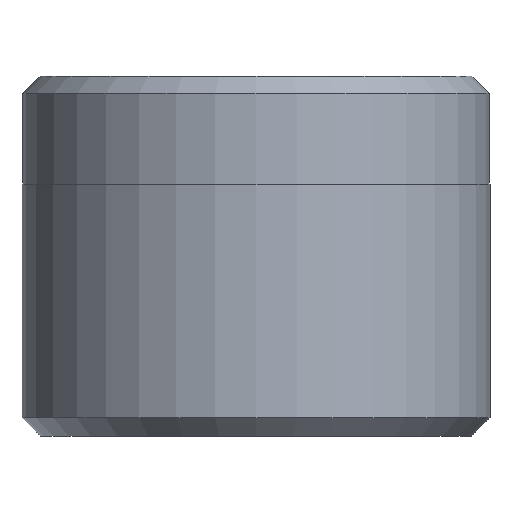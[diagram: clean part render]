
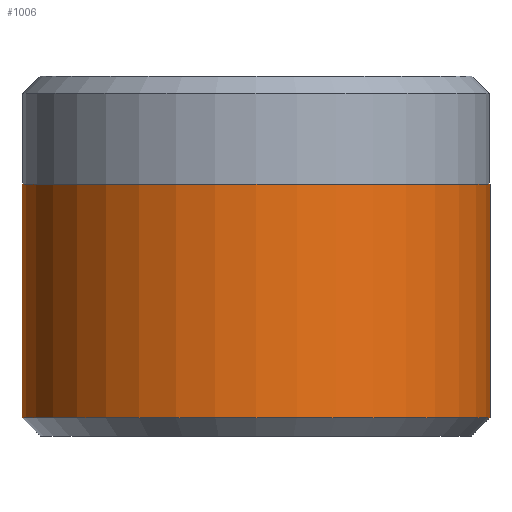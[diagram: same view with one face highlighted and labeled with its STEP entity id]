
A CAD part, front view. The second image highlights one B-rep face of the part: STEP entity #1006.
In plain terms, the highlighted cylindrical face has radius 6.5 mm (diameter 13 mm), a partial arc.
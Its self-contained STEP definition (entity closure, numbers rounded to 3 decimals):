
#8 = VECTOR ( 'NONE', #57, 1000. ) ;
#57 = DIRECTION ( 'NONE',  ( 0., 0., -1. ) ) ;
#70 = ORIENTED_EDGE ( 'NONE', *, *, #1039, .F. ) ;
#166 = VERTEX_POINT ( 'NONE', #1178 ) ;
#256 = CARTESIAN_POINT ( 'NONE',  ( 0., 0., 7. ) ) ;
#307 = VERTEX_POINT ( 'NONE', #970 ) ;
#367 = DIRECTION ( 'NONE',  ( 0., 0., -1. ) ) ;
#376 = DIRECTION ( 'NONE',  ( 1., 0., 0. ) ) ;
#382 = CARTESIAN_POINT ( 'NONE',  ( 0., 0., 0.5 ) ) ;
#486 = DIRECTION ( 'NONE',  ( 0., 0., -1. ) ) ;
#510 = DIRECTION ( 'NONE',  ( 1., 0., 0. ) ) ;
#678 = VERTEX_POINT ( 'NONE', #722 ) ;
#691 = LINE ( 'NONE', #1529, #8 ) ;
#722 = CARTESIAN_POINT ( 'NONE',  ( -6.5, 0., 0.5 ) ) ;
#762 = EDGE_CURVE ( 'NONE', #166, #678, #1456, .T. ) ;
#785 = CARTESIAN_POINT ( 'NONE',  ( 6.5, 0., 0.5 ) ) ;
#858 = CARTESIAN_POINT ( 'NONE',  ( -6.5, 0., 10. ) ) ;
#881 = VECTOR ( 'NONE', #367, 1000. ) ;
#893 = CYLINDRICAL_SURFACE ( 'NONE', #1036, 6.5 ) ;
#970 = CARTESIAN_POINT ( 'NONE',  ( 6.5, 0., 7. ) ) ;
#975 = AXIS2_PLACEMENT_3D ( 'NONE', #382, #1245, #510 ) ;
#1006 = ADVANCED_FACE ( 'NONE', ( #1541 ), #893, .T. ) ;
#1036 = AXIS2_PLACEMENT_3D ( 'NONE', #1095, #486, #1344 ) ;
#1039 = EDGE_CURVE ( 'NONE', #166, #307, #1465, .T. ) ;
#1095 = CARTESIAN_POINT ( 'NONE',  ( 0., 0., 10. ) ) ;
#1109 = DIRECTION ( 'NONE',  ( 0., 0., 1. ) ) ;
#1116 = ORIENTED_EDGE ( 'NONE', *, *, #762, .T. ) ;
#1127 = ORIENTED_EDGE ( 'NONE', *, *, #1484, .T. ) ;
#1156 = VERTEX_POINT ( 'NONE', #785 ) ;
#1178 = CARTESIAN_POINT ( 'NONE',  ( -6.5, 0., 7. ) ) ;
#1245 = DIRECTION ( 'NONE',  ( 0., 0., 1. ) ) ;
#1250 = EDGE_CURVE ( 'NONE', #307, #1156, #691, .T. ) ;
#1344 = DIRECTION ( 'NONE',  ( -1., 0., 0. ) ) ;
#1380 = EDGE_LOOP ( 'NONE', ( #1441, #70, #1116, #1127 ) ) ;
#1441 = ORIENTED_EDGE ( 'NONE', *, *, #1250, .F. ) ;
#1447 = AXIS2_PLACEMENT_3D ( 'NONE', #256, #1109, #376 ) ;
#1456 = LINE ( 'NONE', #858, #881 ) ;
#1465 = CIRCLE ( 'NONE', #1447, 6.5 ) ;
#1484 = EDGE_CURVE ( 'NONE', #678, #1156, #1584, .T. ) ;
#1529 = CARTESIAN_POINT ( 'NONE',  ( 6.5, 0., 10. ) ) ;
#1541 = FACE_OUTER_BOUND ( 'NONE', #1380, .T. ) ;
#1584 = CIRCLE ( 'NONE', #975, 6.5 ) ;
